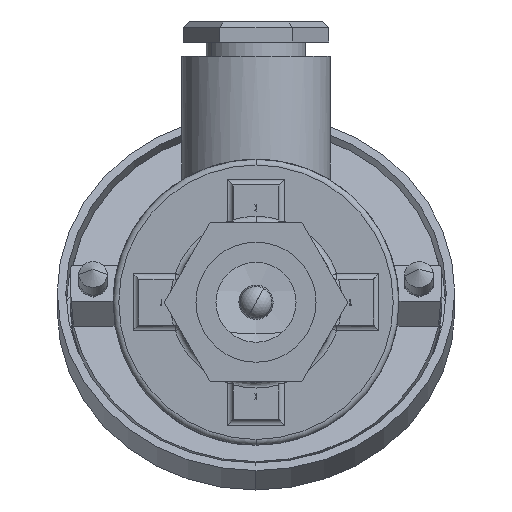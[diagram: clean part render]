
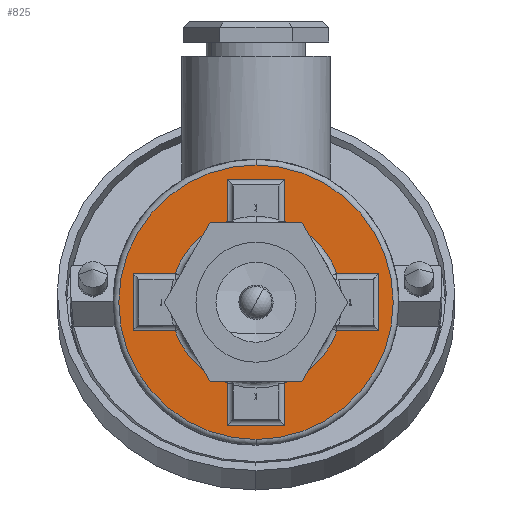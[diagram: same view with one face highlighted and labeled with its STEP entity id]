
A CAD part, front view. The second image highlights one B-rep face of the part: STEP entity #825.
In plain terms, the highlighted planar face has unit normal (0, -1, 0).
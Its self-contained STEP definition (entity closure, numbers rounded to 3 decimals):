
#84 = VECTOR ( 'NONE', #988, 1000. ) ;
#135 = PLANE ( 'NONE',  #1393 ) ;
#168 = VERTEX_POINT ( 'NONE', #7451 ) ;
#183 = DIRECTION ( 'NONE',  ( 0., 0., 1. ) ) ;
#197 = CIRCLE ( 'NONE', #5687, 15. ) ;
#277 = CARTESIAN_POINT ( 'NONE',  ( 0., 27.7, 0. ) ) ;
#387 = VERTEX_POINT ( 'NONE', #2353 ) ;
#413 = VERTEX_POINT ( 'NONE', #1285 ) ;
#504 = ORIENTED_EDGE ( 'NONE', *, *, #10945, .T. ) ;
#724 = EDGE_CURVE ( 'NONE', #10551, #387, #2855, .T. ) ;
#817 = CARTESIAN_POINT ( 'NONE',  ( 4., 27.7, 21.5 ) ) ;
#825 = ADVANCED_FACE ( 'NONE', ( #11818, #3169 ), #135, .F. ) ;
#878 = EDGE_CURVE ( 'NONE', #1345, #10391, #11756, .T. ) ;
#988 = DIRECTION ( 'NONE',  ( 0., 0., -1. ) ) ;
#991 = DIRECTION ( 'NONE',  ( 0., 0., 1. ) ) ;
#1072 = ORIENTED_EDGE ( 'NONE', *, *, #5780, .T. ) ;
#1113 = VECTOR ( 'NONE', #11117, 1000. ) ;
#1285 = CARTESIAN_POINT ( 'NONE',  ( 21.5, 27.7, 5. ) ) ;
#1345 = VERTEX_POINT ( 'NONE', #8704 ) ;
#1393 = AXIS2_PLACEMENT_3D ( 'NONE', #3233, #4144, #8015 ) ;
#1498 = VECTOR ( 'NONE', #7981, 1000. ) ;
#1531 = ORIENTED_EDGE ( 'NONE', *, *, #12425, .T. ) ;
#1632 = AXIS2_PLACEMENT_3D ( 'NONE', #277, #7375, #11310 ) ;
#1687 = ORIENTED_EDGE ( 'NONE', *, *, #4501, .T. ) ;
#1720 = ORIENTED_EDGE ( 'NONE', *, *, #4189, .T. ) ;
#1797 = VERTEX_POINT ( 'NONE', #8525 ) ;
#1853 = DIRECTION ( 'NONE',  ( -1., 0., 0. ) ) ;
#2094 = EDGE_CURVE ( 'NONE', #8651, #5509, #4326, .T. ) ;
#2116 = CARTESIAN_POINT ( 'NONE',  ( 21.5, 27.7, -4. ) ) ;
#2214 = ORIENTED_EDGE ( 'NONE', *, *, #5516, .T. ) ;
#2270 = DIRECTION ( 'NONE',  ( -1., 0., 0. ) ) ;
#2278 = VERTEX_POINT ( 'NONE', #11735 ) ;
#2353 = CARTESIAN_POINT ( 'NONE',  ( 14.142, 27.7, -5. ) ) ;
#2430 = CIRCLE ( 'NONE', #5703, 15. ) ;
#2506 = CARTESIAN_POINT ( 'NONE',  ( -5., 27.7, -21.5 ) ) ;
#2674 = ORIENTED_EDGE ( 'NONE', *, *, #8263, .T. ) ;
#2699 = LINE ( 'NONE', #9446, #9197 ) ;
#2827 = AXIS2_PLACEMENT_3D ( 'NONE', #3861, #7796, #2889 ) ;
#2828 = LINE ( 'NONE', #8691, #8847 ) ;
#2840 = CARTESIAN_POINT ( 'NONE',  ( 20.5, 27.7, 5. ) ) ;
#2855 = LINE ( 'NONE', #5672, #8287 ) ;
#2887 = DIRECTION ( 'NONE',  ( 0., 0., 1. ) ) ;
#2889 = DIRECTION ( 'NONE',  ( 0., 0., 1. ) ) ;
#2952 = CARTESIAN_POINT ( 'NONE',  ( 5., 27.7, 21.5 ) ) ;
#3090 = DIRECTION ( 'NONE',  ( -1., 0., 0. ) ) ;
#3169 = FACE_OUTER_BOUND ( 'NONE', #3708, .T. ) ;
#3233 = CARTESIAN_POINT ( 'NONE',  ( 0., 27.7, 0. ) ) ;
#3269 = DIRECTION ( 'NONE',  ( 0., 0., 1. ) ) ;
#3560 = CARTESIAN_POINT ( 'NONE',  ( 0., 27.7, 0. ) ) ;
#3708 = EDGE_LOOP ( 'NONE', ( #6069, #7729 ) ) ;
#3861 = CARTESIAN_POINT ( 'NONE',  ( 0., 27.7, 0. ) ) ;
#4019 = CARTESIAN_POINT ( 'NONE',  ( 5., 27.7, -14.142 ) ) ;
#4070 = CIRCLE ( 'NONE', #2827, 15. ) ;
#4081 = EDGE_CURVE ( 'NONE', #9836, #2278, #197, .T. ) ;
#4089 = EDGE_CURVE ( 'NONE', #1797, #8651, #9516, .T. ) ;
#4144 = DIRECTION ( 'NONE',  ( 0., 1., 0. ) ) ;
#4148 = EDGE_CURVE ( 'NONE', #12355, #1345, #4070, .T. ) ;
#4189 = EDGE_CURVE ( 'NONE', #413, #10551, #8995, .T. ) ;
#4230 = VERTEX_POINT ( 'NONE', #11855 ) ;
#4306 = ORIENTED_EDGE ( 'NONE', *, *, #4081, .T. ) ;
#4326 = LINE ( 'NONE', #8193, #1113 ) ;
#4452 = LINE ( 'NONE', #11981, #11452 ) ;
#4501 = EDGE_CURVE ( 'NONE', #6434, #4230, #7783, .T. ) ;
#4886 = VECTOR ( 'NONE', #183, 1000. ) ;
#4931 = DIRECTION ( 'NONE',  ( 1., 0., 0. ) ) ;
#5168 = CARTESIAN_POINT ( 'NONE',  ( -21.5, 27.7, 5. ) ) ;
#5333 = VERTEX_POINT ( 'NONE', #6674 ) ;
#5509 = VERTEX_POINT ( 'NONE', #9069 ) ;
#5516 = EDGE_CURVE ( 'NONE', #4230, #8463, #11798, .T. ) ;
#5594 = VECTOR ( 'NONE', #6737, 1000. ) ;
#5672 = CARTESIAN_POINT ( 'NONE',  ( 13.416, 27.7, -5. ) ) ;
#5687 = AXIS2_PLACEMENT_3D ( 'NONE', #7541, #10585, #5823 ) ;
#5703 = AXIS2_PLACEMENT_3D ( 'NONE', #3560, #6358, #7078 ) ;
#5712 = VERTEX_POINT ( 'NONE', #9692 ) ;
#5722 = LINE ( 'NONE', #8885, #4886 ) ;
#5780 = EDGE_CURVE ( 'NONE', #10391, #6261, #2699, .T. ) ;
#5812 = CARTESIAN_POINT ( 'NONE',  ( 0., 27.7, 0. ) ) ;
#5823 = DIRECTION ( 'NONE',  ( 0., 0., 1. ) ) ;
#5892 = CIRCLE ( 'NONE', #1632, 15. ) ;
#6069 = ORIENTED_EDGE ( 'NONE', *, *, #10363, .T. ) ;
#6217 = CARTESIAN_POINT ( 'NONE',  ( -4., 27.7, -21.5 ) ) ;
#6261 = VERTEX_POINT ( 'NONE', #5168 ) ;
#6292 = VECTOR ( 'NONE', #8808, 1000. ) ;
#6335 = ORIENTED_EDGE ( 'NONE', *, *, #724, .T. ) ;
#6358 = DIRECTION ( 'NONE',  ( 0., 1., 0. ) ) ;
#6434 = VERTEX_POINT ( 'NONE', #4019 ) ;
#6674 = CARTESIAN_POINT ( 'NONE',  ( 14.142, 27.7, 5. ) ) ;
#6737 = DIRECTION ( 'NONE',  ( 1., 0., 0. ) ) ;
#6848 = CARTESIAN_POINT ( 'NONE',  ( -5., 27.7, -14.142 ) ) ;
#6935 = CARTESIAN_POINT ( 'NONE',  ( -20.5, 27.7, -5. ) ) ;
#7078 = DIRECTION ( 'NONE',  ( 0., 0., 1. ) ) ;
#7375 = DIRECTION ( 'NONE',  ( 0., 1., 0. ) ) ;
#7451 = CARTESIAN_POINT ( 'NONE',  ( 0., 27.7, 24. ) ) ;
#7541 = CARTESIAN_POINT ( 'NONE',  ( 0., 27.7, 0. ) ) ;
#7634 = ORIENTED_EDGE ( 'NONE', *, *, #878, .T. ) ;
#7687 = LINE ( 'NONE', #2840, #5594 ) ;
#7729 = ORIENTED_EDGE ( 'NONE', *, *, #10437, .T. ) ;
#7783 = LINE ( 'NONE', #9617, #84 ) ;
#7785 = DIRECTION ( 'NONE',  ( 0., -1., 0. ) ) ;
#7796 = DIRECTION ( 'NONE',  ( 0., 1., 0. ) ) ;
#7957 = CIRCLE ( 'NONE', #10586, 24. ) ;
#7981 = DIRECTION ( 'NONE',  ( 0., 0., -1. ) ) ;
#8015 = DIRECTION ( 'NONE',  ( 0., 0., 1. ) ) ;
#8193 = CARTESIAN_POINT ( 'NONE',  ( 5., 27.7, 13.416 ) ) ;
#8257 = ORIENTED_EDGE ( 'NONE', *, *, #9189, .T. ) ;
#8263 = EDGE_CURVE ( 'NONE', #5333, #413, #7687, .T. ) ;
#8287 = VECTOR ( 'NONE', #1853, 1000. ) ;
#8395 = EDGE_LOOP ( 'NONE', ( #8257, #1687, #2214, #12003, #8540, #7634, #1072, #1531, #4306, #504, #12455, #10305, #9508, #2674, #1720, #6335 ) ) ;
#8444 = CARTESIAN_POINT ( 'NONE',  ( -14.142, 27.7, 5. ) ) ;
#8463 = VERTEX_POINT ( 'NONE', #2506 ) ;
#8525 = CARTESIAN_POINT ( 'NONE',  ( -5., 27.7, 21.5 ) ) ;
#8540 = ORIENTED_EDGE ( 'NONE', *, *, #4148, .T. ) ;
#8651 = VERTEX_POINT ( 'NONE', #2952 ) ;
#8691 = CARTESIAN_POINT ( 'NONE',  ( -13.416, 27.7, 5. ) ) ;
#8704 = CARTESIAN_POINT ( 'NONE',  ( -14.142, 27.7, -5. ) ) ;
#8733 = CARTESIAN_POINT ( 'NONE',  ( -21.5, 27.7, -5. ) ) ;
#8767 = AXIS2_PLACEMENT_3D ( 'NONE', #5812, #9683, #991 ) ;
#8808 = DIRECTION ( 'NONE',  ( 1., 0., 0. ) ) ;
#8847 = VECTOR ( 'NONE', #4931, 1000. ) ;
#8885 = CARTESIAN_POINT ( 'NONE',  ( -5., 27.7, -13.416 ) ) ;
#8995 = LINE ( 'NONE', #2116, #1498 ) ;
#9069 = CARTESIAN_POINT ( 'NONE',  ( 5., 27.7, 14.142 ) ) ;
#9189 = EDGE_CURVE ( 'NONE', #387, #6434, #5892, .T. ) ;
#9191 = EDGE_CURVE ( 'NONE', #5509, #5333, #2430, .T. ) ;
#9197 = VECTOR ( 'NONE', #2887, 1000. ) ;
#9446 = CARTESIAN_POINT ( 'NONE',  ( -21.5, 27.7, 4. ) ) ;
#9508 = ORIENTED_EDGE ( 'NONE', *, *, #9191, .T. ) ;
#9516 = LINE ( 'NONE', #817, #6292 ) ;
#9617 = CARTESIAN_POINT ( 'NONE',  ( 5., 27.7, -20.5 ) ) ;
#9621 = VECTOR ( 'NONE', #3090, 1000. ) ;
#9645 = EDGE_CURVE ( 'NONE', #8463, #12355, #5722, .T. ) ;
#9683 = DIRECTION ( 'NONE',  ( 0., -1., 0. ) ) ;
#9692 = CARTESIAN_POINT ( 'NONE',  ( 0., 27.7, -24. ) ) ;
#9836 = VERTEX_POINT ( 'NONE', #8444 ) ;
#10242 = CARTESIAN_POINT ( 'NONE',  ( 21.5, 27.7, -5. ) ) ;
#10305 = ORIENTED_EDGE ( 'NONE', *, *, #2094, .T. ) ;
#10363 = EDGE_CURVE ( 'NONE', #168, #5712, #7957, .T. ) ;
#10391 = VERTEX_POINT ( 'NONE', #8733 ) ;
#10437 = EDGE_CURVE ( 'NONE', #5712, #168, #10788, .T. ) ;
#10513 = VECTOR ( 'NONE', #2270, 1000. ) ;
#10551 = VERTEX_POINT ( 'NONE', #10242 ) ;
#10585 = DIRECTION ( 'NONE',  ( 0., 1., 0. ) ) ;
#10586 = AXIS2_PLACEMENT_3D ( 'NONE', #11532, #7785, #11471 ) ;
#10788 = CIRCLE ( 'NONE', #8767, 24. ) ;
#10945 = EDGE_CURVE ( 'NONE', #2278, #1797, #4452, .T. ) ;
#11117 = DIRECTION ( 'NONE',  ( 0., 0., -1. ) ) ;
#11310 = DIRECTION ( 'NONE',  ( 0., 0., 1. ) ) ;
#11452 = VECTOR ( 'NONE', #3269, 1000. ) ;
#11471 = DIRECTION ( 'NONE',  ( 0., 0., 1. ) ) ;
#11532 = CARTESIAN_POINT ( 'NONE',  ( 0., 27.7, 0. ) ) ;
#11735 = CARTESIAN_POINT ( 'NONE',  ( -5., 27.7, 14.142 ) ) ;
#11756 = LINE ( 'NONE', #6935, #10513 ) ;
#11798 = LINE ( 'NONE', #6217, #9621 ) ;
#11818 = FACE_BOUND ( 'NONE', #8395, .T. ) ;
#11855 = CARTESIAN_POINT ( 'NONE',  ( 5., 27.7, -21.5 ) ) ;
#11981 = CARTESIAN_POINT ( 'NONE',  ( -5., 27.7, 20.5 ) ) ;
#12003 = ORIENTED_EDGE ( 'NONE', *, *, #9645, .T. ) ;
#12355 = VERTEX_POINT ( 'NONE', #6848 ) ;
#12425 = EDGE_CURVE ( 'NONE', #6261, #9836, #2828, .T. ) ;
#12455 = ORIENTED_EDGE ( 'NONE', *, *, #4089, .T. ) ;
